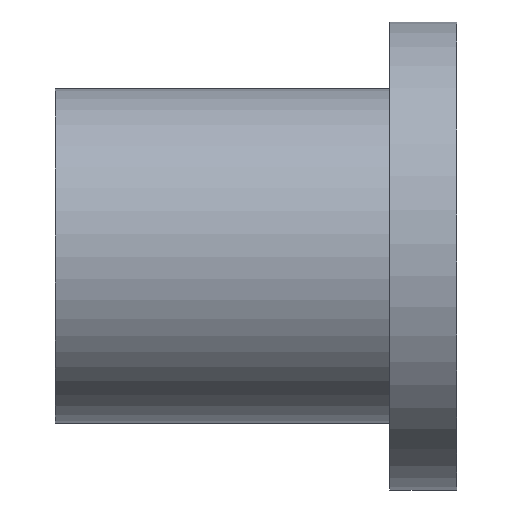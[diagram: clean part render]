
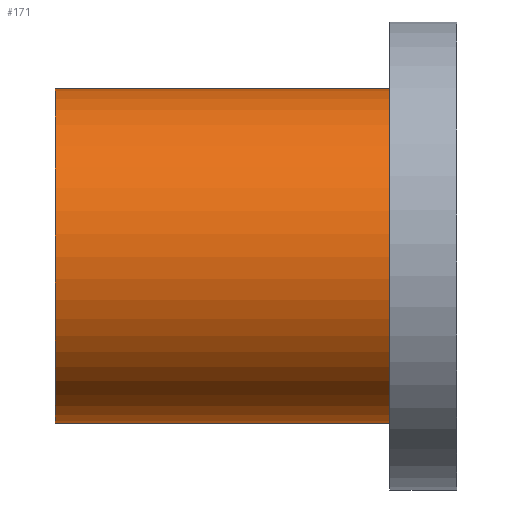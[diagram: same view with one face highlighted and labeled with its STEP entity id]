
A CAD part, front view. The second image highlights one B-rep face of the part: STEP entity #171.
In plain terms, the highlighted free-form (B-spline) face has degree [2, 1] with [7, 2] control points.
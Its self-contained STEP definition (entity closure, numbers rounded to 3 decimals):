
#21 = EDGE_CURVE('',#22,#22,#24,.T.);
#22 = VERTEX_POINT('',#23);
#23 = CARTESIAN_POINT('',(0.,0.,5.466));
#24 = ( BOUNDED_CURVE() B_SPLINE_CURVE(2,(#25,#26,#27,#28,#29,#30,#31),
.UNSPECIFIED.,.T.,.F.) B_SPLINE_CURVE_WITH_KNOTS((1,2,2,2,2,1),(
    -2.094,0.,2.094,4.189,6.283,
8.378),.UNSPECIFIED.) CURVE() GEOMETRIC_REPRESENTATION_ITEM() 
RATIONAL_B_SPLINE_CURVE((1.,0.5,1.,0.5,1.,0.5,1.)) REPRESENTATION_ITEM(
  '') );
#25 = CARTESIAN_POINT('',(0.,0.,5.466));
#26 = CARTESIAN_POINT('',(0.,-9.468,5.466));
#27 = CARTESIAN_POINT('',(0.,-4.734,-2.733));
#28 = CARTESIAN_POINT('',(0.,0.,-10.932));
#29 = CARTESIAN_POINT('',(0.,4.734,-2.733));
#30 = CARTESIAN_POINT('',(0.,9.468,5.466));
#31 = CARTESIAN_POINT('',(0.,0.,5.466));
#152 = EDGE_CURVE('',#153,#153,#155,.T.);
#153 = VERTEX_POINT('',#154);
#154 = CARTESIAN_POINT('',(-10.932,0.,
    5.466));
#155 = ( BOUNDED_CURVE() B_SPLINE_CURVE(2,(#156,#157,#158,#159,#160,#161
,#162),.UNSPECIFIED.,.T.,.F.) B_SPLINE_CURVE_WITH_KNOTS((1,2,2,2,2,1),(
    -2.094,0.,2.094,4.189,6.283,
8.378),.UNSPECIFIED.) CURVE() GEOMETRIC_REPRESENTATION_ITEM() 
RATIONAL_B_SPLINE_CURVE((1.,0.5,1.,0.5,1.,0.5,1.)) REPRESENTATION_ITEM(
  '') );
#156 = CARTESIAN_POINT('',(-10.932,0.,
    5.466));
#157 = CARTESIAN_POINT('',(-10.932,-9.468,
    5.466));
#158 = CARTESIAN_POINT('',(-10.932,-4.734,
    -2.733));
#159 = CARTESIAN_POINT('',(-10.932,0.,
    -10.932));
#160 = CARTESIAN_POINT('',(-10.932,4.734,
    -2.733));
#161 = CARTESIAN_POINT('',(-10.932,9.468,5.466
    ));
#162 = CARTESIAN_POINT('',(-10.932,0.,
    5.466));
#171 = ADVANCED_FACE('',(#172),#182,.T.);
#172 = FACE_BOUND('',#173,.T.);
#173 = EDGE_LOOP('',(#174,#179,#180,#181));
#174 = ORIENTED_EDGE('',*,*,#175,.T.);
#175 = EDGE_CURVE('',#22,#153,#176,.T.);
#176 = B_SPLINE_CURVE_WITH_KNOTS('',1,(#177,#178),.UNSPECIFIED.,.F.,.F.,
  (2,2),(0.,10.),.PIECEWISE_BEZIER_KNOTS.);
#177 = CARTESIAN_POINT('',(0.,0.,5.466));
#178 = CARTESIAN_POINT('',(-10.932,0.,
    5.466));
#179 = ORIENTED_EDGE('',*,*,#152,.T.);
#180 = ORIENTED_EDGE('',*,*,#175,.F.);
#181 = ORIENTED_EDGE('',*,*,#21,.F.);
#182 = ( BOUNDED_SURFACE() B_SPLINE_SURFACE(2,1,(
    (#183,#184)
    ,(#185,#186)
    ,(#187,#188)
    ,(#189,#190)
    ,(#191,#192)
    ,(#193,#194)
,(#195,#196
    )),.UNSPECIFIED.,.T.,.F.,.F.) B_SPLINE_SURFACE_WITH_KNOTS((1,2,2,2,2
    ,1),(2,2),(-2.094,0.,2.094,4.189,
    6.283,8.378),(0.,10.),.UNSPECIFIED.) 
GEOMETRIC_REPRESENTATION_ITEM() RATIONAL_B_SPLINE_SURFACE((
    (1.,1.)
    ,(0.5,0.5)
    ,(1.,1.)
    ,(0.5,0.5)
    ,(1.,1.)
    ,(0.5,0.5)
,(1.,1.))) REPRESENTATION_ITEM('') SURFACE() );
#183 = CARTESIAN_POINT('',(0.,0.,5.466));
#184 = CARTESIAN_POINT('',(-10.932,0.,
    5.466));
#185 = CARTESIAN_POINT('',(0.,9.468,5.466));
#186 = CARTESIAN_POINT('',(-10.932,9.468,5.466
    ));
#187 = CARTESIAN_POINT('',(0.,4.734,-2.733));
#188 = CARTESIAN_POINT('',(-10.932,4.734,
    -2.733));
#189 = CARTESIAN_POINT('',(0.,0.,-10.932));
#190 = CARTESIAN_POINT('',(-10.932,0.,
    -10.932));
#191 = CARTESIAN_POINT('',(0.,-4.734,-2.733));
#192 = CARTESIAN_POINT('',(-10.932,-4.734,
    -2.733));
#193 = CARTESIAN_POINT('',(0.,-9.468,5.466));
#194 = CARTESIAN_POINT('',(-10.932,-9.468,
    5.466));
#195 = CARTESIAN_POINT('',(0.,0.,5.466));
#196 = CARTESIAN_POINT('',(-10.932,0.,
    5.466));
